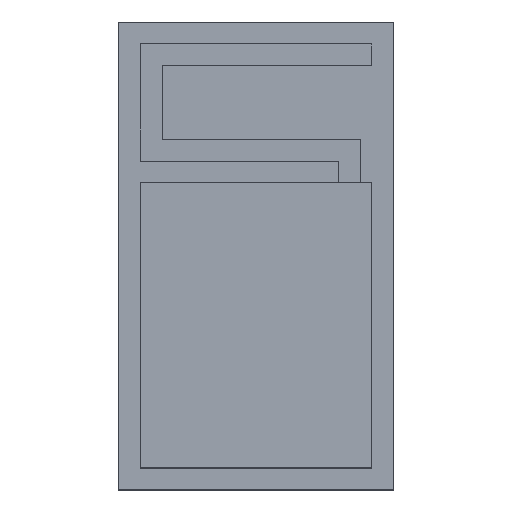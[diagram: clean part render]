
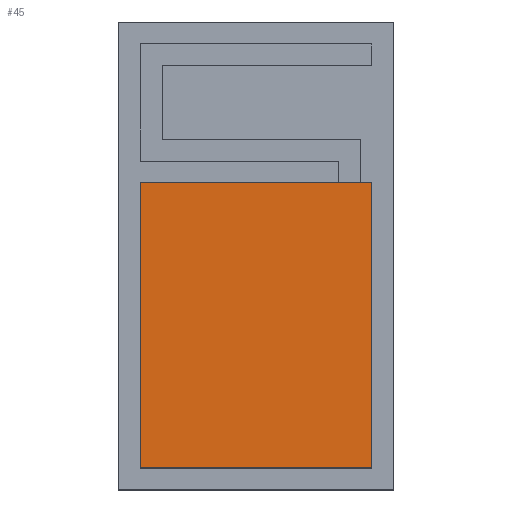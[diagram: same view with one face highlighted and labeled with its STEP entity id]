
A CAD part, top view. The second image highlights one B-rep face of the part: STEP entity #45.
In plain terms, the highlighted planar face has unit normal (0, 0, 1).
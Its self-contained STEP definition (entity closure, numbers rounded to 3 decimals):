
#45 = ADVANCED_FACE( '', ( #104 ), #105, .F. );
#104 = FACE_OUTER_BOUND( '', #175, .T. );
#105 = PLANE( '', #176 );
#175 = EDGE_LOOP( '', ( #240, #241, #242, #243 ) );
#176 = AXIS2_PLACEMENT_3D( '', #244, #245, #246 );
#240 = ORIENTED_EDGE( '', *, *, #432, .F. );
#241 = ORIENTED_EDGE( '', *, *, #433, .F. );
#242 = ORIENTED_EDGE( '', *, *, #434, .F. );
#243 = ORIENTED_EDGE( '', *, *, #435, .F. );
#244 = CARTESIAN_POINT( '', ( 0., 0., 2.7 ) );
#245 = DIRECTION( '', ( 0., 0., -1. ) );
#246 = DIRECTION( '', ( -1., 0., 0. ) );
#432 = EDGE_CURVE( '', #507, #508, #509, .T. );
#433 = EDGE_CURVE( '', #510, #507, #511, .T. );
#434 = EDGE_CURVE( '', #512, #510, #513, .T. );
#435 = EDGE_CURVE( '', #508, #512, #514, .T. );
#507 = VERTEX_POINT( '', #618 );
#508 = VERTEX_POINT( '', #619 );
#509 = LINE( '', #620, #621 );
#510 = VERTEX_POINT( '', #622 );
#511 = LINE( '', #623, #624 );
#512 = VERTEX_POINT( '', #625 );
#513 = LINE( '', #626, #627 );
#514 = LINE( '', #628, #629 );
#618 = CARTESIAN_POINT( '', ( -5.275, 1., 2.7 ) );
#619 = CARTESIAN_POINT( '', ( -5.275, 14., 2.7 ) );
#620 = CARTESIAN_POINT( '', ( -5.275, 14., 2.7 ) );
#621 = VECTOR( '', #782, 1000. );
#622 = CARTESIAN_POINT( '', ( 5.275, 1., 2.7 ) );
#623 = CARTESIAN_POINT( '', ( -5.275, 1., 2.7 ) );
#624 = VECTOR( '', #783, 1000. );
#625 = CARTESIAN_POINT( '', ( 5.275, 14., 2.7 ) );
#626 = CARTESIAN_POINT( '', ( 5.275, 1., 2.7 ) );
#627 = VECTOR( '', #784, 1000. );
#628 = CARTESIAN_POINT( '', ( -5.275, 14., 2.7 ) );
#629 = VECTOR( '', #785, 1000. );
#782 = DIRECTION( '', ( 0., 1., 0. ) );
#783 = DIRECTION( '', ( -1., 0., 0. ) );
#784 = DIRECTION( '', ( 0., -1., 0. ) );
#785 = DIRECTION( '', ( 1., 0., 0. ) );
